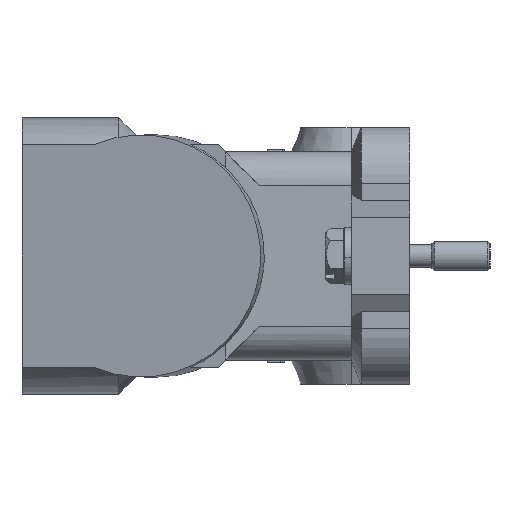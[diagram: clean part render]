
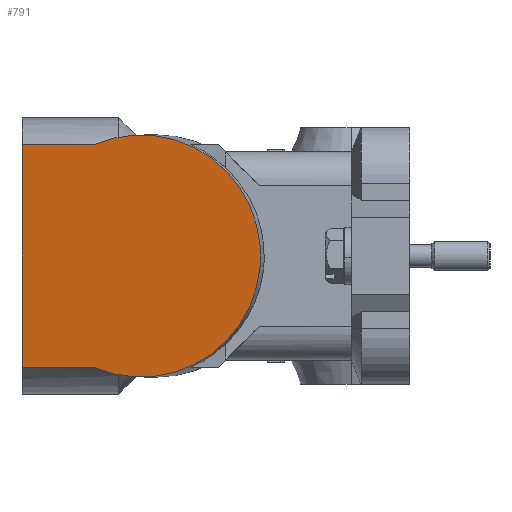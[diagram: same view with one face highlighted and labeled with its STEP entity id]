
A CAD part, left-side view. The second image highlights one B-rep face of the part: STEP entity #791.
In plain terms, the highlighted planar face has unit normal (-0.985, 0.174, 0).
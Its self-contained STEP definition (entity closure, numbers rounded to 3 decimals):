
#409=FACE_OUTER_BOUND('',#1767,.T.);
#791=ADVANCED_FACE('NONE',(#409),#1084,.F.);
#1084=PLANE('',#7269);
#1767=EDGE_LOOP('',(#3446,#3447,#3448,#3449));
#2092=CIRCLE('',#7155,25.);
#3446=ORIENTED_EDGE('',*,*,#5292,.T.);
#3447=ORIENTED_EDGE('',*,*,#5334,.F.);
#3448=ORIENTED_EDGE('',*,*,#5287,.F.);
#3449=ORIENTED_EDGE('',*,*,#5269,.F.);
#4499=VERTEX_POINT('',#10613);
#4500=VERTEX_POINT('',#10614);
#4510=VERTEX_POINT('',#10654);
#4512=VERTEX_POINT('',#10661);
#5269=EDGE_CURVE('NONE',#4499,#4500,#5998,.T.);
#5287=EDGE_CURVE('NONE',#4500,#4510,#6012,.T.);
#5292=EDGE_CURVE('NONE',#4499,#4512,#6017,.T.);
#5334=EDGE_CURVE('NONE',#4510,#4512,#2092,.T.);
#5998=LINE('',#10612,#6520);
#6012=LINE('',#10653,#6534);
#6017=LINE('',#10662,#6539);
#6520=VECTOR('',#8271,1.);
#6534=VECTOR('',#8301,1.);
#6539=VECTOR('',#8308,1.);
#7155=AXIS2_PLACEMENT_3D('',#10868,#8363,#8364);
#7269=AXIS2_PLACEMENT_3D('',#11398,#8722,#8723);
#8271=DIRECTION('',(0.,0.,1.));
#8301=DIRECTION('',(-0.174,-0.985,0.));
#8308=DIRECTION('',(-0.174,-0.985,0.));
#8363=DIRECTION('',(0.985,-0.174,0.));
#8364=DIRECTION('',(0.174,0.985,0.));
#8722=DIRECTION('',(0.985,-0.174,0.));
#8723=DIRECTION('',(0.174,0.985,0.));
#10612=CARTESIAN_POINT('',(-55.641,80.,0.));
#10613=CARTESIAN_POINT('',(-55.641,80.,-23.));
#10614=CARTESIAN_POINT('',(-55.641,80.,23.));
#10653=CARTESIAN_POINT('',(-59.982,55.38,23.));
#10654=CARTESIAN_POINT('',(-58.28,65.029,23.));
#10661=CARTESIAN_POINT('',(-58.28,65.029,-23.));
#10662=CARTESIAN_POINT('',(-55.641,80.,-23.));
#10868=CARTESIAN_POINT('',(-59.982,55.38,0.));
#11398=CARTESIAN_POINT('',(-59.982,55.38,0.));
